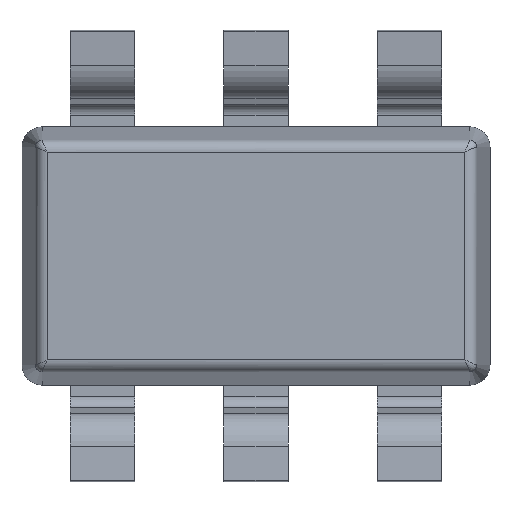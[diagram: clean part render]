
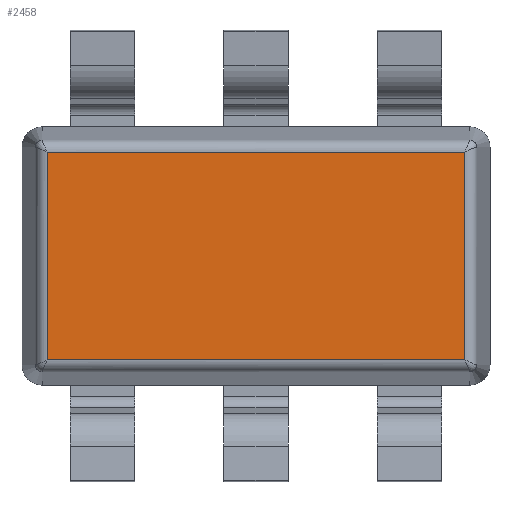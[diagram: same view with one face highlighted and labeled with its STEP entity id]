
A CAD part, front view. The second image highlights one B-rep face of the part: STEP entity #2458.
In plain terms, the highlighted planar face has unit normal (0, -1, 0).
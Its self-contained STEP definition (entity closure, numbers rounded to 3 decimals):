
#106 = DIRECTION ( 'NONE',  ( -1., 0., 0. ) ) ;
#327 = CARTESIAN_POINT ( 'NONE',  ( -1.293, 0.15, 0.643 ) ) ;
#384 = CARTESIAN_POINT ( 'NONE',  ( -1.325, 0.15, -0.643 ) ) ;
#411 = CARTESIAN_POINT ( 'NONE',  ( -1.325, 0.15, 0.675 ) ) ;
#441 = FACE_OUTER_BOUND ( 'NONE', #4258, .T. ) ;
#499 = DIRECTION ( 'NONE',  ( 0., -1., 0. ) ) ;
#551 = ORIENTED_EDGE ( 'NONE', *, *, #3382, .T. ) ;
#724 = DIRECTION ( 'NONE',  ( 1., 0., 0. ) ) ;
#881 = DIRECTION ( 'NONE',  ( 0., 0., 1. ) ) ;
#1061 = CARTESIAN_POINT ( 'NONE',  ( 1.293, 0.15, -0.643 ) ) ;
#1182 = DIRECTION ( 'NONE',  ( 0., 0., -1. ) ) ;
#1257 = VECTOR ( 'NONE', #881, 1000. ) ;
#1322 = VECTOR ( 'NONE', #724, 1000. ) ;
#1473 = LINE ( 'NONE', #3017, #1257 ) ;
#1787 = PLANE ( 'NONE',  #3039 ) ;
#1905 = CARTESIAN_POINT ( 'NONE',  ( -1.325, 0.15, 0.643 ) ) ;
#2124 = ORIENTED_EDGE ( 'NONE', *, *, #4129, .T. ) ;
#2130 = VERTEX_POINT ( 'NONE', #4405 ) ;
#2278 = LINE ( 'NONE', #3076, #3828 ) ;
#2458 = ADVANCED_FACE ( 'NONE', ( #441 ), #1787, .T. ) ;
#2509 = VECTOR ( 'NONE', #106, 1000. ) ;
#2643 = VERTEX_POINT ( 'NONE', #1061 ) ;
#3017 = CARTESIAN_POINT ( 'NONE',  ( 1.293, 0.15, 0.675 ) ) ;
#3039 = AXIS2_PLACEMENT_3D ( 'NONE', #411, #499, #1182 ) ;
#3076 = CARTESIAN_POINT ( 'NONE',  ( -1.293, 0.15, 0.675 ) ) ;
#3147 = VERTEX_POINT ( 'NONE', #3469 ) ;
#3203 = LINE ( 'NONE', #384, #1322 ) ;
#3381 = ORIENTED_EDGE ( 'NONE', *, *, #3927, .T. ) ;
#3382 = EDGE_CURVE ( 'NONE', #3147, #2643, #3203, .T. ) ;
#3469 = CARTESIAN_POINT ( 'NONE',  ( -1.293, 0.15, -0.643 ) ) ;
#3514 = EDGE_CURVE ( 'NONE', #2130, #4025, #3732, .T. ) ;
#3680 = ORIENTED_EDGE ( 'NONE', *, *, #3514, .T. ) ;
#3732 = LINE ( 'NONE', #1905, #2509 ) ;
#3828 = VECTOR ( 'NONE', #4127, 1000. ) ;
#3927 = EDGE_CURVE ( 'NONE', #4025, #3147, #2278, .T. ) ;
#4025 = VERTEX_POINT ( 'NONE', #327 ) ;
#4127 = DIRECTION ( 'NONE',  ( 0., 0., -1. ) ) ;
#4129 = EDGE_CURVE ( 'NONE', #2643, #2130, #1473, .T. ) ;
#4258 = EDGE_LOOP ( 'NONE', ( #2124, #3680, #3381, #551 ) ) ;
#4405 = CARTESIAN_POINT ( 'NONE',  ( 1.293, 0.15, 0.643 ) ) ;
